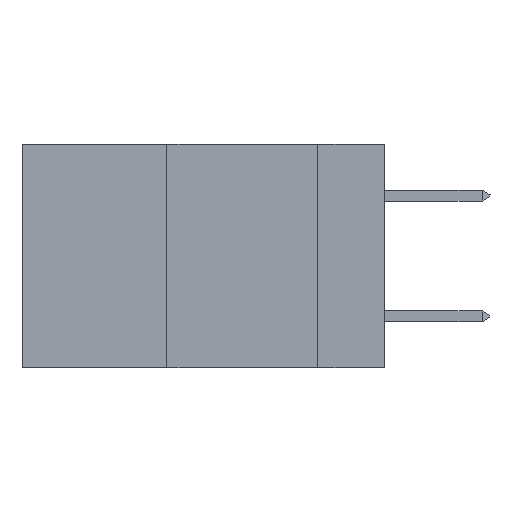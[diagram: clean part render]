
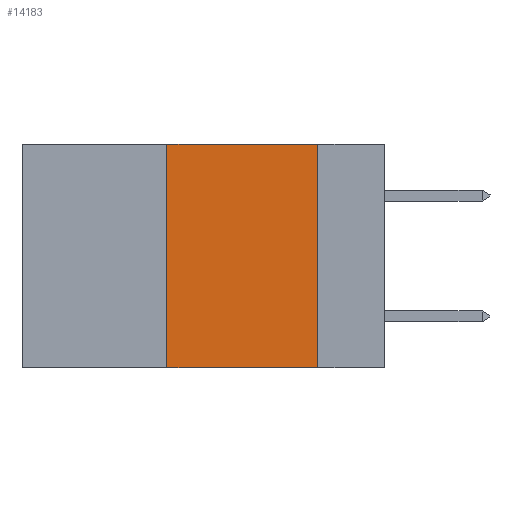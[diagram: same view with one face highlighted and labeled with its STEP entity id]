
A CAD part, left-side view. The second image highlights one B-rep face of the part: STEP entity #14183.
In plain terms, the highlighted planar face has unit normal (-1, 0, 0).
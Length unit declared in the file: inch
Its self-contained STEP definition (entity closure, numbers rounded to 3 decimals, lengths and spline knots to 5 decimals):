
#1099 = VECTOR ( 'NONE', #9154, 39.37008 ) ;
#2021 = DIRECTION ( 'NONE',  ( 1., 0., 0. ) ) ;
#4135 = EDGE_CURVE ( 'NONE', #11460, #16835, #10723, .T. ) ;
#4598 = CARTESIAN_POINT ( 'NONE',  ( 0., 0.6, -0.37 ) ) ;
#4981 = VECTOR ( 'NONE', #10266, 39.37008 ) ;
#5169 = LINE ( 'NONE', #20990, #14858 ) ;
#5577 = CARTESIAN_POINT ( 'NONE',  ( 0., 0.11, 0. ) ) ;
#5803 = CARTESIAN_POINT ( 'NONE',  ( 0., 0.6, 0. ) ) ;
#5825 = CARTESIAN_POINT ( 'NONE',  ( 0., 0.11, -0.37 ) ) ;
#6208 = LINE ( 'NONE', #22545, #1099 ) ;
#6510 = DIRECTION ( 'NONE',  ( 0., -1., 0. ) ) ;
#7259 = EDGE_LOOP ( 'NONE', ( #17784, #23468, #11489, #10144 ) ) ;
#7538 = DIRECTION ( 'NONE',  ( 0., 0., -1. ) ) ;
#7712 = LINE ( 'NONE', #4598, #16799 ) ;
#9154 = DIRECTION ( 'NONE',  ( 0., -1., 0. ) ) ;
#10144 = ORIENTED_EDGE ( 'NONE', *, *, #18396, .T. ) ;
#10266 = DIRECTION ( 'NONE',  ( 0., 0., 1. ) ) ;
#10723 = LINE ( 'NONE', #13342, #4981 ) ;
#11153 = CARTESIAN_POINT ( 'NONE',  ( 0., 0.36, -0.37 ) ) ;
#11460 = VERTEX_POINT ( 'NONE', #11153 ) ;
#11489 = ORIENTED_EDGE ( 'NONE', *, *, #4135, .F. ) ;
#11535 = VERTEX_POINT ( 'NONE', #5577 ) ;
#12196 = EDGE_CURVE ( 'NONE', #11535, #15564, #5169, .T. ) ;
#13342 = CARTESIAN_POINT ( 'NONE',  ( 0., 0.36, 0. ) ) ;
#13591 = PLANE ( 'NONE',  #18760 ) ;
#14183 = ADVANCED_FACE ( 'NONE', ( #17909 ), #13591, .F. ) ;
#14858 = VECTOR ( 'NONE', #7538, 39.37008 ) ;
#15519 = DIRECTION ( 'NONE',  ( 0., 0., -1. ) ) ;
#15564 = VERTEX_POINT ( 'NONE', #5825 ) ;
#16799 = VECTOR ( 'NONE', #6510, 39.37008 ) ;
#16835 = VERTEX_POINT ( 'NONE', #19323 ) ;
#17784 = ORIENTED_EDGE ( 'NONE', *, *, #12196, .F. ) ;
#17909 = FACE_OUTER_BOUND ( 'NONE', #7259, .T. ) ;
#18396 = EDGE_CURVE ( 'NONE', #11460, #15564, #7712, .T. ) ;
#18760 = AXIS2_PLACEMENT_3D ( 'NONE', #5803, #2021, #15519 ) ;
#19323 = CARTESIAN_POINT ( 'NONE',  ( 0., 0.36, 0. ) ) ;
#20990 = CARTESIAN_POINT ( 'NONE',  ( 0., 0.11, 0. ) ) ;
#21808 = EDGE_CURVE ( 'NONE', #16835, #11535, #6208, .T. ) ;
#22545 = CARTESIAN_POINT ( 'NONE',  ( 0., 0.6, 0. ) ) ;
#23468 = ORIENTED_EDGE ( 'NONE', *, *, #21808, .F. ) ;
